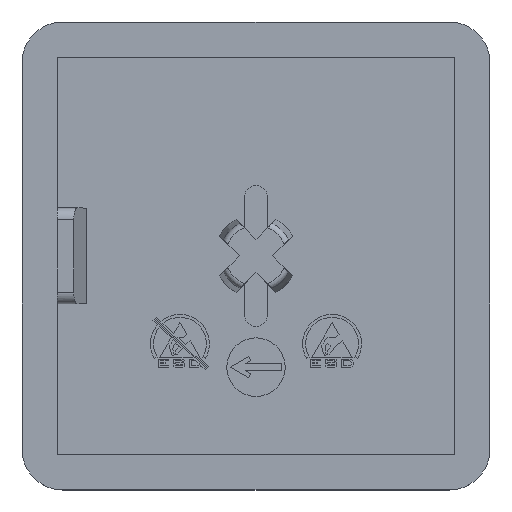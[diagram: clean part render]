
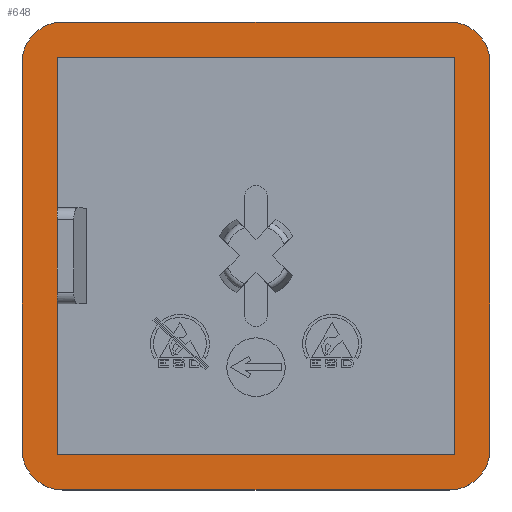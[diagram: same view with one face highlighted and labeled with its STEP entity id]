
A CAD part, top view. The second image highlights one B-rep face of the part: STEP entity #648.
In plain terms, the highlighted planar face has unit normal (0, 0, 1).
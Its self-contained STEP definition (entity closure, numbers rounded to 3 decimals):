
#29 = CARTESIAN_POINT ( 'NONE',  ( -20., 20., 4. ) ) ;
#99 = CARTESIAN_POINT ( 'NONE',  ( -20., -16.5, 4. ) ) ;
#117 = DIRECTION ( 'NONE',  ( -1., 0., 0. ) ) ;
#262 = EDGE_CURVE ( 'NONE', #3633, #6862, #7579, .T. ) ;
#385 = CARTESIAN_POINT ( 'NONE',  ( -20., -20., 4. ) ) ;
#444 = VERTEX_POINT ( 'NONE', #7991 ) ;
#612 = VERTEX_POINT ( 'NONE', #2506 ) ;
#648 = ADVANCED_FACE ( 'NONE', ( #9152, #3880 ), #7192, .T. ) ;
#689 = VERTEX_POINT ( 'NONE', #5734 ) ;
#749 = VECTOR ( 'NONE', #7877, 1000. ) ;
#804 = EDGE_CURVE ( 'NONE', #1823, #612, #6951, .T. ) ;
#832 = ORIENTED_EDGE ( 'NONE', *, *, #1394, .T. ) ;
#885 = CIRCLE ( 'NONE', #6852, 3.5 ) ;
#911 = LINE ( 'NONE', #8316, #8236 ) ;
#912 = ORIENTED_EDGE ( 'NONE', *, *, #804, .F. ) ;
#937 = LINE ( 'NONE', #9175, #3541 ) ;
#1147 = EDGE_CURVE ( 'NONE', #6862, #6933, #937, .T. ) ;
#1188 = DIRECTION ( 'NONE',  ( 1., 0., 0. ) ) ;
#1212 = VECTOR ( 'NONE', #4782, 1000. ) ;
#1333 = CARTESIAN_POINT ( 'NONE',  ( -17., 4.1, 4. ) ) ;
#1360 = ORIENTED_EDGE ( 'NONE', *, *, #8896, .F. ) ;
#1366 = DIRECTION ( 'NONE',  ( -1., 0., 0. ) ) ;
#1376 = LINE ( 'NONE', #385, #8669 ) ;
#1394 = EDGE_CURVE ( 'NONE', #689, #5768, #4671, .T. ) ;
#1420 = LINE ( 'NONE', #7644, #749 ) ;
#1532 = DIRECTION ( 'NONE',  ( 1., 0., 0. ) ) ;
#1598 = DIRECTION ( 'NONE',  ( 0., -1., 0. ) ) ;
#1605 = ORIENTED_EDGE ( 'NONE', *, *, #2425, .F. ) ;
#1648 = VECTOR ( 'NONE', #7899, 1000. ) ;
#1698 = VERTEX_POINT ( 'NONE', #5830 ) ;
#1725 = DIRECTION ( 'NONE',  ( 0., 0., 1. ) ) ;
#1823 = VERTEX_POINT ( 'NONE', #8825 ) ;
#2032 = CARTESIAN_POINT ( 'NONE',  ( -16.5, -16.5, 4. ) ) ;
#2383 = CARTESIAN_POINT ( 'NONE',  ( 16.5, 16.5, 4. ) ) ;
#2424 = DIRECTION ( 'NONE',  ( 0., 0., 1. ) ) ;
#2425 = EDGE_CURVE ( 'NONE', #4557, #3633, #1420, .T. ) ;
#2460 = ORIENTED_EDGE ( 'NONE', *, *, #7633, .T. ) ;
#2506 = CARTESIAN_POINT ( 'NONE',  ( -17., -17., 4. ) ) ;
#2507 = VERTEX_POINT ( 'NONE', #6561 ) ;
#2621 = CARTESIAN_POINT ( 'NONE',  ( 17., 17., 4. ) ) ;
#2707 = VECTOR ( 'NONE', #117, 1000. ) ;
#2710 = EDGE_CURVE ( 'NONE', #6933, #1823, #911, .T. ) ;
#2767 = DIRECTION ( 'NONE',  ( 0., -1., 0. ) ) ;
#2867 = EDGE_CURVE ( 'NONE', #2903, #7037, #6854, .T. ) ;
#2903 = VERTEX_POINT ( 'NONE', #8608 ) ;
#2934 = LINE ( 'NONE', #29, #2707 ) ;
#2943 = CARTESIAN_POINT ( 'NONE',  ( -17., 17., 4. ) ) ;
#3081 = DIRECTION ( 'NONE',  ( 1., 0., 0. ) ) ;
#3272 = ORIENTED_EDGE ( 'NONE', *, *, #6502, .T. ) ;
#3321 = EDGE_LOOP ( 'NONE', ( #2460, #8769, #5128, #5174, #3272, #6702, #8656, #832 ) ) ;
#3340 = CIRCLE ( 'NONE', #4722, 3.5 ) ;
#3541 = VECTOR ( 'NONE', #1598, 1000. ) ;
#3633 = VERTEX_POINT ( 'NONE', #2621 ) ;
#3822 = CARTESIAN_POINT ( 'NONE',  ( 17., -17., 4. ) ) ;
#3880 = FACE_OUTER_BOUND ( 'NONE', #3321, .T. ) ;
#3947 = CIRCLE ( 'NONE', #5054, 3.5 ) ;
#4015 = DIRECTION ( 'NONE',  ( 0., 0., 1. ) ) ;
#4159 = DIRECTION ( 'NONE',  ( 1., 0., 0. ) ) ;
#4308 = CARTESIAN_POINT ( 'NONE',  ( -17., 17., 4. ) ) ;
#4539 = CARTESIAN_POINT ( 'NONE',  ( 20., -20., 4. ) ) ;
#4557 = VERTEX_POINT ( 'NONE', #3822 ) ;
#4565 = VECTOR ( 'NONE', #7621, 1000. ) ;
#4671 = CIRCLE ( 'NONE', #7646, 3.5 ) ;
#4722 = AXIS2_PLACEMENT_3D ( 'NONE', #7018, #2424, #6485 ) ;
#4767 = EDGE_CURVE ( 'NONE', #7555, #2903, #3340, .T. ) ;
#4782 = DIRECTION ( 'NONE',  ( 1., 0., 0. ) ) ;
#4873 = EDGE_CURVE ( 'NONE', #1698, #689, #8085, .T. ) ;
#5027 = LINE ( 'NONE', #5484, #1212 ) ;
#5054 = AXIS2_PLACEMENT_3D ( 'NONE', #2032, #4015, #4159 ) ;
#5128 = ORIENTED_EDGE ( 'NONE', *, *, #2867, .T. ) ;
#5174 = ORIENTED_EDGE ( 'NONE', *, *, #6318, .T. ) ;
#5484 = CARTESIAN_POINT ( 'NONE',  ( -17., -17., 4. ) ) ;
#5648 = AXIS2_PLACEMENT_3D ( 'NONE', #4539, #1725, #1532 ) ;
#5734 = CARTESIAN_POINT ( 'NONE',  ( 20., 16.5, 4. ) ) ;
#5768 = VERTEX_POINT ( 'NONE', #6777 ) ;
#5830 = CARTESIAN_POINT ( 'NONE',  ( 20., -16.5, 4. ) ) ;
#6318 = EDGE_CURVE ( 'NONE', #7037, #2507, #3947, .T. ) ;
#6485 = DIRECTION ( 'NONE',  ( 1., 0., 0. ) ) ;
#6502 = EDGE_CURVE ( 'NONE', #2507, #444, #1376, .T. ) ;
#6561 = CARTESIAN_POINT ( 'NONE',  ( -16.5, -20., 4. ) ) ;
#6702 = ORIENTED_EDGE ( 'NONE', *, *, #7850, .T. ) ;
#6736 = CARTESIAN_POINT ( 'NONE',  ( 16.5, -16.5, 4. ) ) ;
#6761 = DIRECTION ( 'NONE',  ( 0., 0., 1. ) ) ;
#6777 = CARTESIAN_POINT ( 'NONE',  ( 16.5, 20., 4. ) ) ;
#6791 = DIRECTION ( 'NONE',  ( 1., 0., 0. ) ) ;
#6813 = ORIENTED_EDGE ( 'NONE', *, *, #1147, .F. ) ;
#6852 = AXIS2_PLACEMENT_3D ( 'NONE', #6736, #6761, #6791 ) ;
#6854 = LINE ( 'NONE', #9083, #1648 ) ;
#6862 = VERTEX_POINT ( 'NONE', #2943 ) ;
#6933 = VERTEX_POINT ( 'NONE', #1333 ) ;
#6951 = LINE ( 'NONE', #8140, #8679 ) ;
#7018 = CARTESIAN_POINT ( 'NONE',  ( -16.5, 16.5, 4. ) ) ;
#7035 = ORIENTED_EDGE ( 'NONE', *, *, #262, .F. ) ;
#7037 = VERTEX_POINT ( 'NONE', #99 ) ;
#7192 = PLANE ( 'NONE',  #5648 ) ;
#7271 = ORIENTED_EDGE ( 'NONE', *, *, #2710, .F. ) ;
#7555 = VERTEX_POINT ( 'NONE', #8945 ) ;
#7579 = LINE ( 'NONE', #4308, #8159 ) ;
#7621 = DIRECTION ( 'NONE',  ( 0., 1., 0. ) ) ;
#7633 = EDGE_CURVE ( 'NONE', #5768, #7555, #2934, .T. ) ;
#7644 = CARTESIAN_POINT ( 'NONE',  ( 17., 17., 4. ) ) ;
#7646 = AXIS2_PLACEMENT_3D ( 'NONE', #2383, #7879, #3081 ) ;
#7850 = EDGE_CURVE ( 'NONE', #444, #1698, #885, .T. ) ;
#7877 = DIRECTION ( 'NONE',  ( 0., 1., 0. ) ) ;
#7879 = DIRECTION ( 'NONE',  ( 0., 0., 1. ) ) ;
#7899 = DIRECTION ( 'NONE',  ( 0., -1., 0. ) ) ;
#7991 = CARTESIAN_POINT ( 'NONE',  ( 16.5, -20., 4. ) ) ;
#8085 = LINE ( 'NONE', #8257, #4565 ) ;
#8140 = CARTESIAN_POINT ( 'NONE',  ( -17., 17., 4. ) ) ;
#8159 = VECTOR ( 'NONE', #1366, 1000. ) ;
#8236 = VECTOR ( 'NONE', #8813, 1000. ) ;
#8257 = CARTESIAN_POINT ( 'NONE',  ( 20., 20., 4. ) ) ;
#8316 = CARTESIAN_POINT ( 'NONE',  ( -17., 17., 4. ) ) ;
#8608 = CARTESIAN_POINT ( 'NONE',  ( -20., 16.5, 4. ) ) ;
#8656 = ORIENTED_EDGE ( 'NONE', *, *, #4873, .T. ) ;
#8669 = VECTOR ( 'NONE', #1188, 1000. ) ;
#8679 = VECTOR ( 'NONE', #2767, 1000. ) ;
#8769 = ORIENTED_EDGE ( 'NONE', *, *, #4767, .T. ) ;
#8813 = DIRECTION ( 'NONE',  ( 0., -1., 0. ) ) ;
#8825 = CARTESIAN_POINT ( 'NONE',  ( -17., -4.1, 4. ) ) ;
#8896 = EDGE_CURVE ( 'NONE', #612, #4557, #5027, .T. ) ;
#8945 = CARTESIAN_POINT ( 'NONE',  ( -16.5, 20., 4. ) ) ;
#9041 = EDGE_LOOP ( 'NONE', ( #6813, #7035, #1605, #1360, #912, #7271 ) ) ;
#9083 = CARTESIAN_POINT ( 'NONE',  ( -20., 20., 4. ) ) ;
#9152 = FACE_BOUND ( 'NONE', #9041, .T. ) ;
#9175 = CARTESIAN_POINT ( 'NONE',  ( -17., 17., 4. ) ) ;
